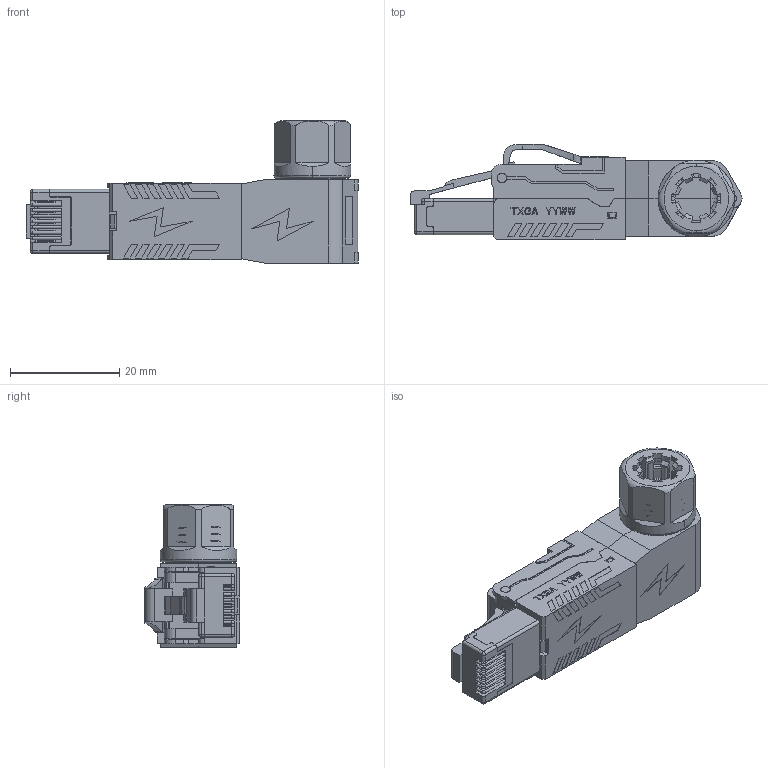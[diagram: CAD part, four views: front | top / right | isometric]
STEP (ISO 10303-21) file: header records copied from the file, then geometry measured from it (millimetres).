
FILE_DESCRIPTION((''),'2;1');
FILE_NAME('UTP-CTA6A_ASM-111','2025-12-01T18:48:21',('gongchengVV'),(''),'CREO PARAMETRIC BY PTC INC, 2020033','CREO PARAMETRIC BY PTC INC, 2020033','');
FILE_SCHEMA(('CONFIG_CONTROL_DESIGN'));
Length unit declared in the file: millimetre
Products named in the file (1): UTP-CTA6A_ASM-111
Bounding box: 60.66 x 17.4 x 25.98 mm (x, y, z)
Volume: 5128.4 mm3; surface area: 11741.7 mm2
Topology: 1 solids, 6 shells, 1590 faces, 4635 edges, 3022 vertices
Faces by surface type: plane 1206, cylinder 269, bspline 73, cone 16, extrusion 12, sphere 10, torus 4
Entity records: 58320 total; most frequent: CARTESIAN_POINT 16445, ORIENTED_EDGE 9223, DIRECTION 7939, EDGE_CURVE 4623, VECTOR 3757, LINE 3745, VERTEX_POINT 3018, AXIS2_PLACEMENT_3D 2091
